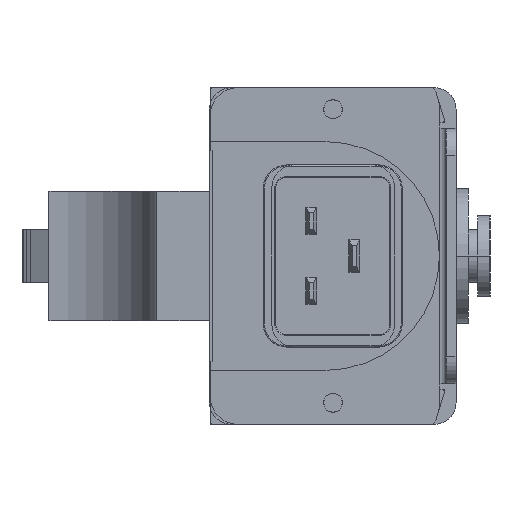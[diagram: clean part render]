
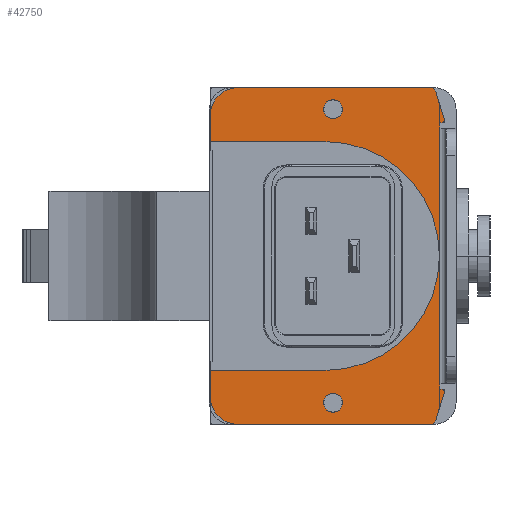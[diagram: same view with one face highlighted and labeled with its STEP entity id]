
A CAD part, left-side view. The second image highlights one B-rep face of the part: STEP entity #42750.
In plain terms, the highlighted face is planar.
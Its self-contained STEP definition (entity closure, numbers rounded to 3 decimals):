
#41911=CARTESIAN_POINT('',(4.739,1.8,-30.25));
#41912=DIRECTION('',(0.,1.,0.));
#41913=DIRECTION('',(0.,0.,-1.));
#41914=AXIS2_PLACEMENT_3D('',#41911,#41912,#41913);
#41921=DIRECTION('',(-0.294,0.,-0.956));
#41922=VECTOR('',#41921,5.656);
#41923=CARTESIAN_POINT('',(3.783,1.8,30.544));
#41924=LINE('',#41923,#41922);
#41925=DIRECTION('',(1.,0.,0.));
#41926=VECTOR('',#41925,0.594);
#41927=CARTESIAN_POINT('',(2.406,1.8,24.75));
#41928=LINE('',#41927,#41926);
#41929=DIRECTION('',(0.,0.,-1.));
#41930=VECTOR('',#41929,1.);
#41931=CARTESIAN_POINT('',(3.,1.8,24.75));
#41932=LINE('',#41931,#41930);
#41933=DIRECTION('',(0.,0.,-1.));
#41934=VECTOR('',#41933,1.);
#41935=CARTESIAN_POINT('',(3.,1.8,-23.75));
#41936=LINE('',#41935,#41934);
#41937=DIRECTION('',(-1.,0.,0.));
#41938=VECTOR('',#41937,0.594);
#41939=CARTESIAN_POINT('',(3.,1.8,-24.75));
#41940=LINE('',#41939,#41938);
#41941=DIRECTION('',(0.294,0.,-0.956));
#41942=VECTOR('',#41941,5.656);
#41943=CARTESIAN_POINT('',(2.119,1.8,-25.138));
#41944=LINE('',#41943,#41942);
#41945=DIRECTION('',(1.,0.,0.));
#41946=VECTOR('',#41945,35.861);
#41947=CARTESIAN_POINT('',(4.739,1.8,-31.25));
#41948=LINE('',#41947,#41946);
#41949=DIRECTION('',(0.,0.,1.));
#41950=VECTOR('',#41949,5.);
#41951=CARTESIAN_POINT('',(45.6,1.8,-26.25));
#41952=LINE('',#41951,#41950);
#41953=DIRECTION('',(-1.,0.,0.));
#41954=VECTOR('',#41953,21.25);
#41955=CARTESIAN_POINT('',(45.6,1.8,-21.25));
#41956=LINE('',#41955,#41954);
#41957=CARTESIAN_POINT('',(24.35,1.8,0.));
#41958=DIRECTION('',(0.,1.,0.));
#41959=DIRECTION('',(0.,0.,-1.));
#41960=AXIS2_PLACEMENT_3D('',#41957,#41958,#41959);
#41962=DIRECTION('',(-1.,0.,0.));
#41963=VECTOR('',#41962,21.25);
#41964=CARTESIAN_POINT('',(45.6,1.8,21.25));
#41965=LINE('',#41964,#41963);
#41966=DIRECTION('',(0.,0.,1.));
#41967=VECTOR('',#41966,5.);
#41968=CARTESIAN_POINT('',(45.6,1.8,21.25));
#41969=LINE('',#41968,#41967);
#41970=DIRECTION('',(-1.,0.,0.));
#41971=VECTOR('',#41970,35.861);
#41972=CARTESIAN_POINT('',(40.6,1.8,31.25));
#41973=LINE('',#41972,#41971);
#41974=CARTESIAN_POINT('',(22.8,1.8,27.25));
#41975=DIRECTION('',(0.,1.,0.));
#41976=DIRECTION('',(0.,0.,1.));
#41977=AXIS2_PLACEMENT_3D('',#41974,#41975,#41976);
#41979=CARTESIAN_POINT('',(22.8,1.8,27.25));
#41980=DIRECTION('',(0.,1.,0.));
#41981=DIRECTION('',(0.,0.,-1.));
#41982=AXIS2_PLACEMENT_3D('',#41979,#41980,#41981);
#41984=CARTESIAN_POINT('',(22.8,1.8,-27.25));
#41985=DIRECTION('',(0.,1.,0.));
#41986=DIRECTION('',(0.,0.,1.));
#41987=AXIS2_PLACEMENT_3D('',#41984,#41985,#41986);
#41989=CARTESIAN_POINT('',(22.8,1.8,-27.25));
#41990=DIRECTION('',(0.,1.,0.));
#41991=DIRECTION('',(0.,0.,-1.));
#41992=AXIS2_PLACEMENT_3D('',#41989,#41990,#41991);
#41998=CARTESIAN_POINT('',(4.739,1.8,30.25));
#41999=DIRECTION('',(0.,1.,0.));
#42000=DIRECTION('',(-0.956,0.,0.294));
#42001=AXIS2_PLACEMENT_3D('',#41998,#41999,#42000);
#42087=CARTESIAN_POINT('',(40.6,1.8,26.25));
#42088=DIRECTION('',(0.,1.,0.));
#42089=DIRECTION('',(0.,0.,1.));
#42090=AXIS2_PLACEMENT_3D('',#42087,#42088,#42089);
#42112=CARTESIAN_POINT('',(40.6,1.8,-26.25));
#42113=DIRECTION('',(0.,1.,0.));
#42114=DIRECTION('',(1.,0.,0.));
#42115=AXIS2_PLACEMENT_3D('',#42112,#42113,#42114);
#42382=DIRECTION('',(0.,0.,1.));
#42383=VECTOR('',#42382,47.5);
#42384=CARTESIAN_POINT('',(3.,1.8,-23.75));
#42385=LINE('',#42384,#42383);
#42416=CARTESIAN_POINT('',(2.406,1.8,25.05));
#42417=DIRECTION('',(0.,1.,0.));
#42418=DIRECTION('',(0.,0.,-1.));
#42419=AXIS2_PLACEMENT_3D('',#42416,#42417,#42418);
#42455=CARTESIAN_POINT('',(2.406,1.8,-25.05));
#42456=DIRECTION('',(0.,1.,0.));
#42457=DIRECTION('',(-0.956,0.,-0.294));
#42458=AXIS2_PLACEMENT_3D('',#42455,#42456,#42457);
#42476=CARTESIAN_POINT('',(45.6,1.8,-26.25));
#42478=VERTEX_POINT('',#42476);
#42480=CARTESIAN_POINT('',(40.6,1.8,-31.25));
#42481=VERTEX_POINT('',#42480);
#42485=CARTESIAN_POINT('',(45.6,1.8,26.25));
#42487=VERTEX_POINT('',#42485);
#42490=CARTESIAN_POINT('',(40.6,1.8,31.25));
#42491=VERTEX_POINT('',#42490);
#42500=CARTESIAN_POINT('',(45.6,1.8,-21.25));
#42501=VERTEX_POINT('',#42500);
#42502=CARTESIAN_POINT('',(45.6,1.8,21.25));
#42503=VERTEX_POINT('',#42502);
#42504=CARTESIAN_POINT('',(24.35,1.8,-21.25));
#42505=VERTEX_POINT('',#42504);
#42506=CARTESIAN_POINT('',(24.35,1.8,21.25));
#42507=VERTEX_POINT('',#42506);
#42524=CARTESIAN_POINT('',(3.,1.8,-23.75));
#42525=CARTESIAN_POINT('',(3.,1.8,-24.75));
#42526=VERTEX_POINT('',#42524);
#42527=VERTEX_POINT('',#42525);
#42528=CARTESIAN_POINT('',(3.,1.8,24.75));
#42529=CARTESIAN_POINT('',(3.,1.8,23.75));
#42530=VERTEX_POINT('',#42528);
#42531=VERTEX_POINT('',#42529);
#42601=CARTESIAN_POINT('',(2.406,1.8,-24.75));
#42603=VERTEX_POINT('',#42601);
#42605=CARTESIAN_POINT('',(2.119,1.8,-25.138));
#42606=VERTEX_POINT('',#42605);
#42608=CARTESIAN_POINT('',(2.119,1.8,25.138));
#42610=VERTEX_POINT('',#42608);
#42612=CARTESIAN_POINT('',(2.406,1.8,24.75));
#42613=VERTEX_POINT('',#42612);
#42614=CARTESIAN_POINT('',(3.783,1.8,30.544));
#42616=VERTEX_POINT('',#42614);
#42618=CARTESIAN_POINT('',(4.739,1.8,31.25));
#42619=VERTEX_POINT('',#42618);
#42623=CARTESIAN_POINT('',(3.783,1.8,-30.544));
#42625=VERTEX_POINT('',#42623);
#42628=CARTESIAN_POINT('',(4.739,1.8,-31.25));
#42629=VERTEX_POINT('',#42628);
#42638=CARTESIAN_POINT('',(22.8,1.8,29.));
#42639=CARTESIAN_POINT('',(22.8,1.8,25.5));
#42640=VERTEX_POINT('',#42638);
#42641=VERTEX_POINT('',#42639);
#42642=CARTESIAN_POINT('',(22.8,1.8,-25.5));
#42643=CARTESIAN_POINT('',(22.8,1.8,-29.));
#42644=VERTEX_POINT('',#42642);
#42645=VERTEX_POINT('',#42643);
#42694=CARTESIAN_POINT('',(45.6,1.8,-31.25));
#42695=DIRECTION('',(0.,1.,0.));
#42696=DIRECTION('',(-1.,0.,0.));
#42697=AXIS2_PLACEMENT_3D('',#42694,#42695,#42696);
#42698=PLANE('',#42697);
#42700=ORIENTED_EDGE('',*,*,#42699,.F.);
#42702=ORIENTED_EDGE('',*,*,#42701,.T.);
#42704=ORIENTED_EDGE('',*,*,#42703,.F.);
#42706=ORIENTED_EDGE('',*,*,#42705,.T.);
#42708=ORIENTED_EDGE('',*,*,#42707,.T.);
#42710=ORIENTED_EDGE('',*,*,#42709,.F.);
#42712=ORIENTED_EDGE('',*,*,#42711,.T.);
#42714=ORIENTED_EDGE('',*,*,#42713,.T.);
#42716=ORIENTED_EDGE('',*,*,#42715,.F.);
#42717=ORIENTED_EDGE('',*,*,#42683,.T.);
#42718=ORIENTED_EDGE('',*,*,#42672,.F.);
#42719=ORIENTED_EDGE('',*,*,#42657,.T.);
#42721=ORIENTED_EDGE('',*,*,#42720,.F.);
#42723=ORIENTED_EDGE('',*,*,#42722,.T.);
#42725=ORIENTED_EDGE('',*,*,#42724,.T.);
#42727=ORIENTED_EDGE('',*,*,#42726,.T.);
#42729=ORIENTED_EDGE('',*,*,#42728,.F.);
#42731=ORIENTED_EDGE('',*,*,#42730,.T.);
#42733=ORIENTED_EDGE('',*,*,#42732,.F.);
#42735=ORIENTED_EDGE('',*,*,#42734,.T.);
#42736=EDGE_LOOP('',(#42700,#42702,#42704,#42706,#42708,#42710,#42712,#42714,
#42716,#42717,#42718,#42719,#42721,#42723,#42725,#42727,#42729,#42731,#42733,
#42735));
#42737=FACE_OUTER_BOUND('',#42736,.F.);
#42739=ORIENTED_EDGE('',*,*,#42738,.T.);
#42741=ORIENTED_EDGE('',*,*,#42740,.T.);
#42742=EDGE_LOOP('',(#42739,#42741));
#42743=FACE_BOUND('',#42742,.F.);
#42745=ORIENTED_EDGE('',*,*,#42744,.T.);
#42747=ORIENTED_EDGE('',*,*,#42746,.T.);
#42748=EDGE_LOOP('',(#42745,#42747));
#42749=FACE_BOUND('',#42748,.F.);
#42750=ADVANCED_FACE('',(#42737,#42743,#42749),#42698,.T.);
#41915=CIRCLE('',#41914,1.);
#41961=CIRCLE('',#41960,21.25);
#41978=CIRCLE('',#41977,1.75);
#41983=CIRCLE('',#41982,1.75);
#41988=CIRCLE('',#41987,1.75);
#41993=CIRCLE('',#41992,1.75);
#42002=CIRCLE('',#42001,1.);
#42091=CIRCLE('',#42090,5.);
#42116=CIRCLE('',#42115,5.);
#42420=CIRCLE('',#42419,0.3);
#42459=CIRCLE('',#42458,0.3);
#42657=EDGE_CURVE('',#42629,#42481,#41948,.T.);
#42672=EDGE_CURVE('',#42629,#42625,#41915,.T.);
#42683=EDGE_CURVE('',#42606,#42625,#41944,.T.);
#42699=EDGE_CURVE('',#42616,#42619,#42002,.T.);
#42701=EDGE_CURVE('',#42616,#42610,#41924,.T.);
#42703=EDGE_CURVE('',#42613,#42610,#42420,.T.);
#42705=EDGE_CURVE('',#42613,#42530,#41928,.T.);
#42707=EDGE_CURVE('',#42530,#42531,#41932,.T.);
#42709=EDGE_CURVE('',#42526,#42531,#42385,.T.);
#42711=EDGE_CURVE('',#42526,#42527,#41936,.T.);
#42713=EDGE_CURVE('',#42527,#42603,#41940,.T.);
#42715=EDGE_CURVE('',#42606,#42603,#42459,.T.);
#42720=EDGE_CURVE('',#42478,#42481,#42116,.T.);
#42722=EDGE_CURVE('',#42478,#42501,#41952,.T.);
#42724=EDGE_CURVE('',#42501,#42505,#41956,.T.);
#42726=EDGE_CURVE('',#42505,#42507,#41961,.T.);
#42728=EDGE_CURVE('',#42503,#42507,#41965,.T.);
#42730=EDGE_CURVE('',#42503,#42487,#41969,.T.);
#42732=EDGE_CURVE('',#42491,#42487,#42091,.T.);
#42734=EDGE_CURVE('',#42491,#42619,#41973,.T.);
#42738=EDGE_CURVE('',#42640,#42641,#41978,.T.);
#42740=EDGE_CURVE('',#42641,#42640,#41983,.T.);
#42744=EDGE_CURVE('',#42644,#42645,#41988,.T.);
#42746=EDGE_CURVE('',#42645,#42644,#41993,.T.);
